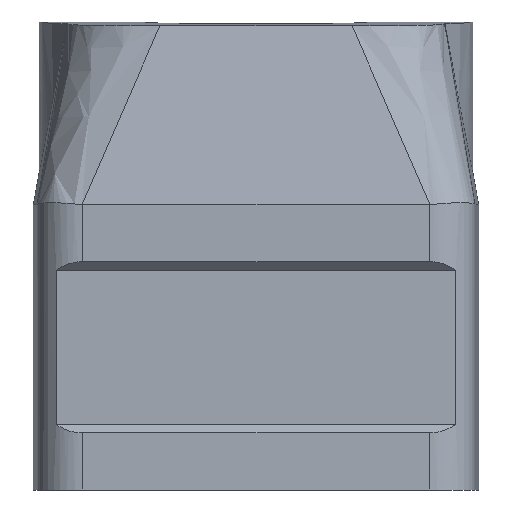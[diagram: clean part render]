
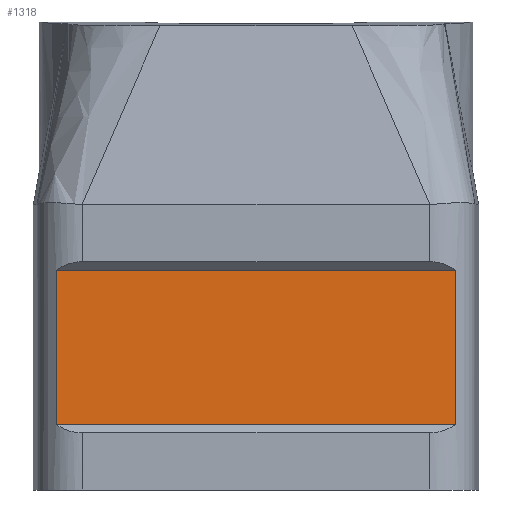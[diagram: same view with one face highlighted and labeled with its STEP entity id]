
A CAD part, left-side view. The second image highlights one B-rep face of the part: STEP entity #1318.
In plain terms, the highlighted planar face has unit normal (-1, 0, 0).
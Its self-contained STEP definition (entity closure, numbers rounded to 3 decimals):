
#1158=FACE_OUTER_BOUND('',#1675,.T.);
#1318=ADVANCED_FACE('',(#1158),#1490,.T.);
#1490=PLANE('',#5066);
#1675=EDGE_LOOP('',(#1963,#1964,#1965,#1966));
#1963=ORIENTED_EDGE('',*,*,#3161,.T.);
#1964=ORIENTED_EDGE('',*,*,#3162,.F.);
#1965=ORIENTED_EDGE('',*,*,#3163,.F.);
#1966=ORIENTED_EDGE('',*,*,#3164,.F.);
#2861=VERTEX_POINT('',#6611);
#2862=VERTEX_POINT('',#6612);
#2863=VERTEX_POINT('',#6614);
#2864=VERTEX_POINT('',#6616);
#3161=EDGE_CURVE('',#2861,#2862,#3998,.T.);
#3162=EDGE_CURVE('',#2863,#2862,#3999,.T.);
#3163=EDGE_CURVE('',#2864,#2863,#4000,.T.);
#3164=EDGE_CURVE('',#2861,#2864,#4001,.T.);
#3998=LINE('',#6610,#4410);
#3999=LINE('',#6613,#4411);
#4000=LINE('',#6615,#4412);
#4001=LINE('',#6617,#4413);
#4410=VECTOR('',#5525,1.);
#4411=VECTOR('',#5526,1.);
#4412=VECTOR('',#5527,1.);
#4413=VECTOR('',#5528,1.);
#5066=AXIS2_PLACEMENT_3D('',#6618,#5529,#5530);
#5525=DIRECTION('',(0.,1.,0.));
#5526=DIRECTION('',(0.,0.,1.));
#5527=DIRECTION('',(0.,1.,0.));
#5528=DIRECTION('',(0.,0.,-1.));
#5529=DIRECTION('',(-1.,0.,0.));
#5530=DIRECTION('',(0.,0.,1.));
#6610=CARTESIAN_POINT('',(-21.25,20.,19.25));
#6611=CARTESIAN_POINT('',(-21.25,-17.517,19.25));
#6612=CARTESIAN_POINT('',(-21.25,17.517,19.25));
#6613=CARTESIAN_POINT('',(-21.25,17.517,25.));
#6614=CARTESIAN_POINT('',(-21.25,17.517,5.75));
#6615=CARTESIAN_POINT('',(-21.25,20.,5.75));
#6616=CARTESIAN_POINT('',(-21.25,-17.517,5.75));
#6617=CARTESIAN_POINT('',(-21.25,-17.517,25.));
#6618=CARTESIAN_POINT('',(-21.25,20.,19.25));
